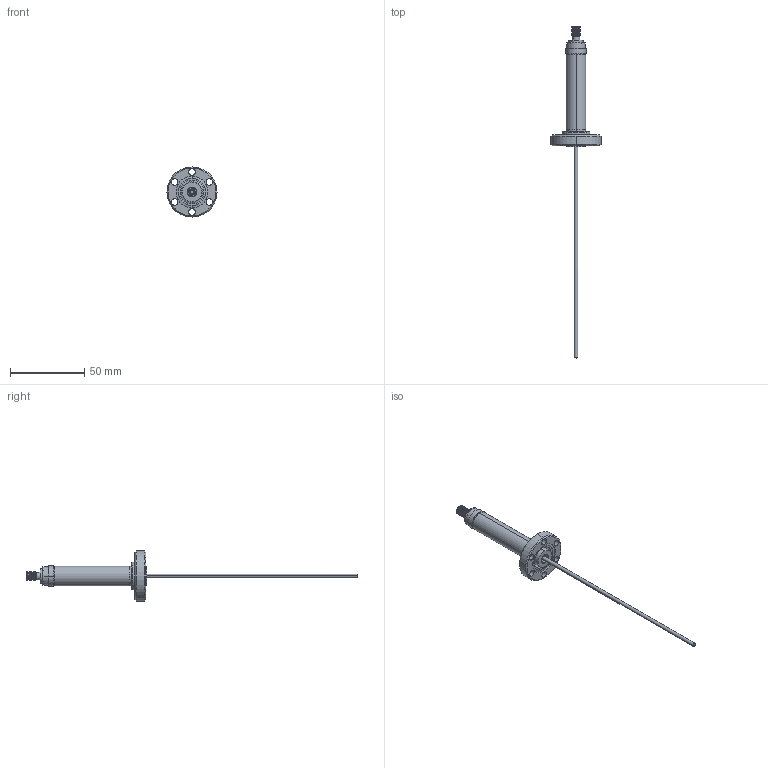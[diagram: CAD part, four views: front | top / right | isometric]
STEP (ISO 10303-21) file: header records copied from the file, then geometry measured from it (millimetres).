
FILE_DESCRIPTION (( 'STEP AP203' ), '1' );
FILE_NAME ('A0533-1-CF.STEP', '2013-06-11T11:31:15', ( '' ), ( '' ), 'SwSTEP 2.0', 'SolidWorks 2012', '' );
FILE_SCHEMA (( 'CONFIG_CONTROL_DESIGN' ));
Length unit declared in the file: inch
Products named in the file (1): A0533-1-CF
Bounding box: 33.78 x 223.9 x 33.78 mm (x, y, z)
Volume: 12516 mm3; surface area: 10312.3 mm2
Topology: 1 solids, 1 shells, 135 faces, 288 edges, 172 vertices
Faces by surface type: cylinder 54, cone 50, plane 19, torus 12
Entity records: 3769 total; most frequent: DIRECTION 744, CARTESIAN_POINT 596, ORIENTED_EDGE 576, AXIS2_PLACEMENT_3D 320, EDGE_CURVE 288, CIRCLE 184, VERTEX_POINT 172, EDGE_LOOP 164
